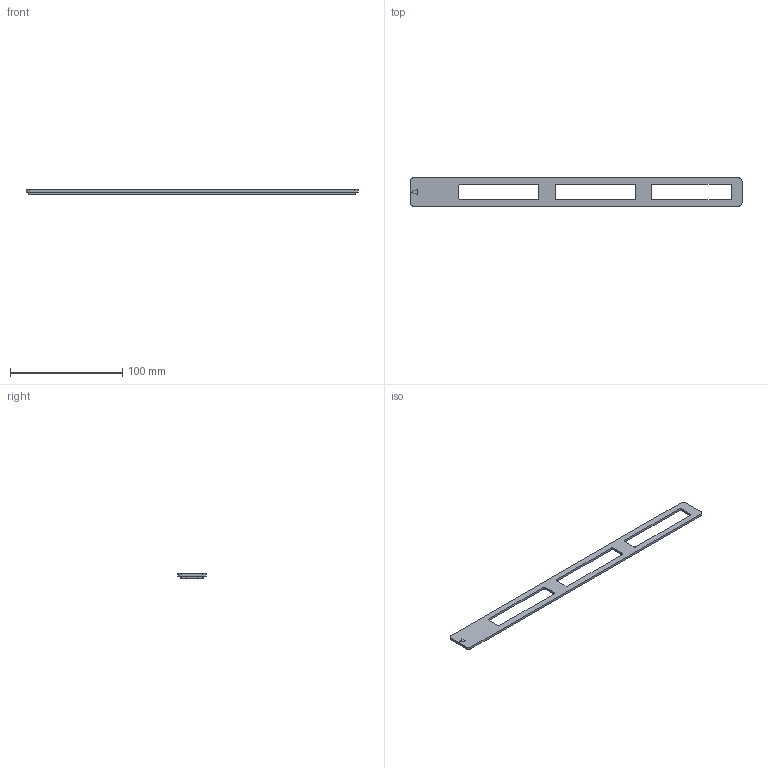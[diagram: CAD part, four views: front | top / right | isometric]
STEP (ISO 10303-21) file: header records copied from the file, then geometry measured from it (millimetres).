
FILE_DESCRIPTION(/* description */ (''),/* implementation_level */ '2;1');
FILE_NAME(/* name */ 'FunctionPad Top.step',/* time_stamp */ '2025-08-28T13:17:54+01:00',/* author */ (''),/* organization */ (''),/* preprocessor_version */ 'ST-DEVELOPER v20.1',/* originating_system */ 'Autodesk Translation Framework v14.10.0.0',/* authorisation */ '');
FILE_SCHEMA (('AUTOMOTIVE_DESIGN { 1 0 10303 214 3 1 1 }'));
Length unit declared in the file: millimetre
Products named in the file (1): 2025-08-27-09-24-03-001
Bounding box: 295.75 x 25.05 x 4 mm (x, y, z)
Volume: 9433.2 mm3; surface area: 13562.6 mm2
Topology: 1 solids, 1 shells, 51 faces, 141 edges, 94 vertices
Faces by surface type: plane 35, cylinder 16
Entity records: 1679 total; most frequent: CARTESIAN_POINT 287, ORIENTED_EDGE 282, DIRECTION 277, EDGE_CURVE 141, LINE 109, VECTOR 109, VERTEX_POINT 94, AXIS2_PLACEMENT_3D 84
